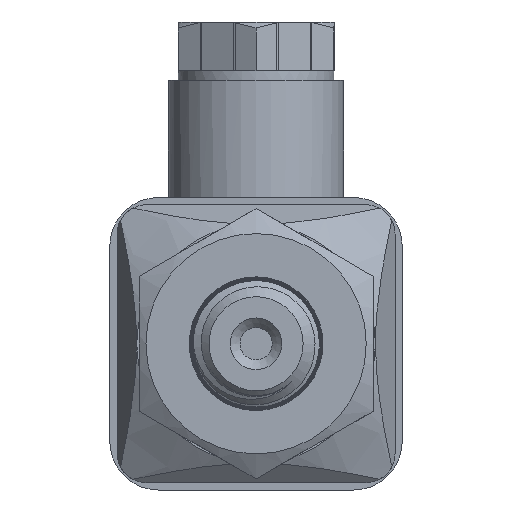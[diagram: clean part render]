
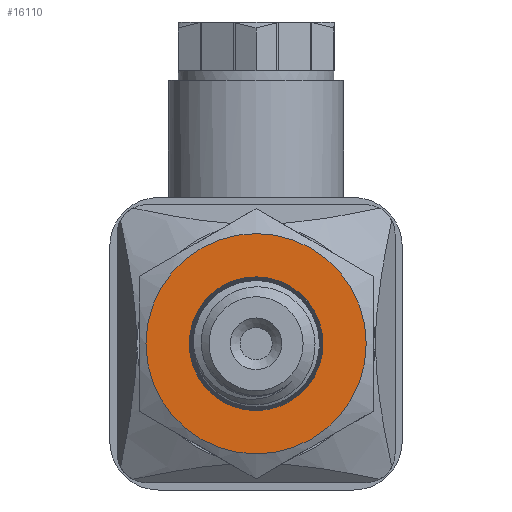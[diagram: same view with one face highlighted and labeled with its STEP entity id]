
A CAD part, left-side view. The second image highlights one B-rep face of the part: STEP entity #16110.
In plain terms, the highlighted planar face has unit normal (-1, 0, 0).
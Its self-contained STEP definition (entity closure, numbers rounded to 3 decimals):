
#584=FACE_BOUND('',#2103,.T.);
#689=PLANE('',#17165);
#1162=FACE_OUTER_BOUND('',#2102,.T.);
#2102=EDGE_LOOP('',(#11186));
#2103=EDGE_LOOP('',(#11187));
#3135=CIRCLE('',#17157,6.86);
#3140=CIRCLE('',#17166,11.3);
#7080=VERTEX_POINT('',#23572);
#7090=VERTEX_POINT('',#23639);
#8700=EDGE_CURVE('',#7080,#7080,#3135,.T.);
#8713=EDGE_CURVE('',#7090,#7090,#3140,.T.);
#11186=ORIENTED_EDGE('',*,*,#8713,.T.);
#11187=ORIENTED_EDGE('',*,*,#8700,.T.);
#16110=ADVANCED_FACE('',(#1162,#584),#689,.T.);
#17157=AXIS2_PLACEMENT_3D('',#23573,#18257,#18258);
#17165=AXIS2_PLACEMENT_3D('',#23638,#18278,#18279);
#17166=AXIS2_PLACEMENT_3D('',#23640,#18280,#18281);
#18257=DIRECTION('center_axis',(1.,0.,0.));
#18258=DIRECTION('ref_axis',(0.,0.,-1.));
#18278=DIRECTION('center_axis',(-1.,0.,0.));
#18279=DIRECTION('ref_axis',(0.,0.,1.));
#18280=DIRECTION('center_axis',(-1.,0.,0.));
#18281=DIRECTION('ref_axis',(0.,1.,0.));
#23572=CARTESIAN_POINT('',(14.,-6.86,0.));
#23573=CARTESIAN_POINT('Origin',(14.,0.,0.));
#23638=CARTESIAN_POINT('Origin',(14.,12.,0.));
#23639=CARTESIAN_POINT('',(14.,-11.3,0.));
#23640=CARTESIAN_POINT('Origin',(14.,0.,0.));
